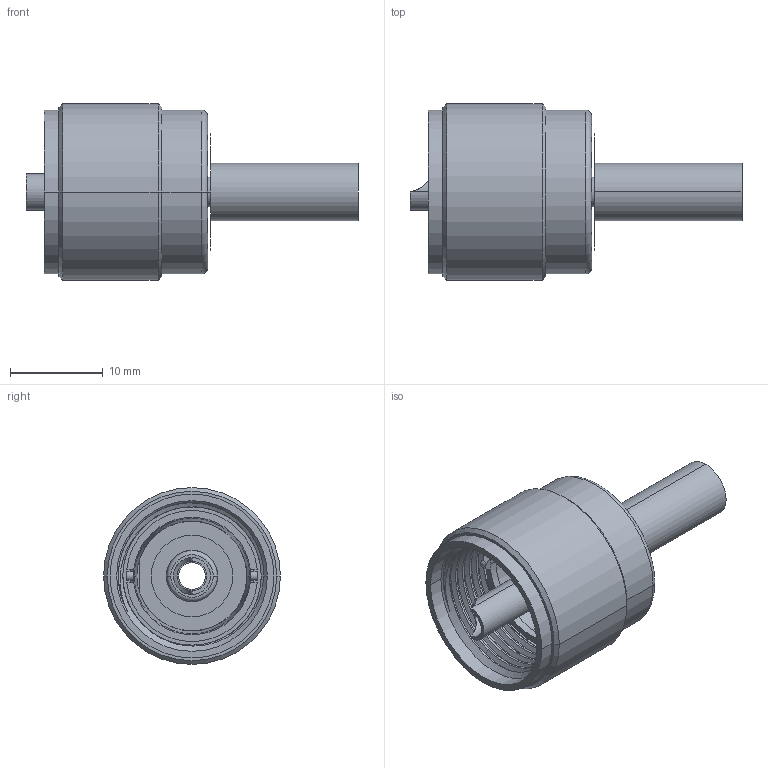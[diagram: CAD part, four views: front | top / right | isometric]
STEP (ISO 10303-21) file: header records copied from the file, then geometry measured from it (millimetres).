
FILE_DESCRIPTION((''),'2;1');
FILE_NAME('83-58SP_SW0001','2013-12-19T',('Mohan'),(''),'PRO/ENGINEER BY PARAMETRIC TECHNOLOGY CORPORATION, 2010100','PRO/ENGINEER BY PARAMETRIC TECHNOLOGY CORPORATION, 2010100','');
FILE_SCHEMA(('CONFIG_CONTROL_DESIGN'));
Length unit declared in the file: millimetre
Products named in the file (1): 83-58SP_SW0001
Bounding box: 35.76 x 19.05 x 19.05 mm (x, y, z)
Surface area: 3328 mm2 (no closed solid volume)
Topology: 0 solids, 10 shells, 87 faces, 225 edges, 150 vertices
Faces by surface type: cylinder 43, cone 16, plane 15, bspline 9, torus 4
Entity records: 5115 total; most frequent: CARTESIAN_POINT 3014, DIRECTION 436, ORIENTED_EDGE 390, EDGE_CURVE 225, AXIS2_PLACEMENT_3D 183, VERTEX_POINT 150, CIRCLE 105, EDGE_LOOP 99
